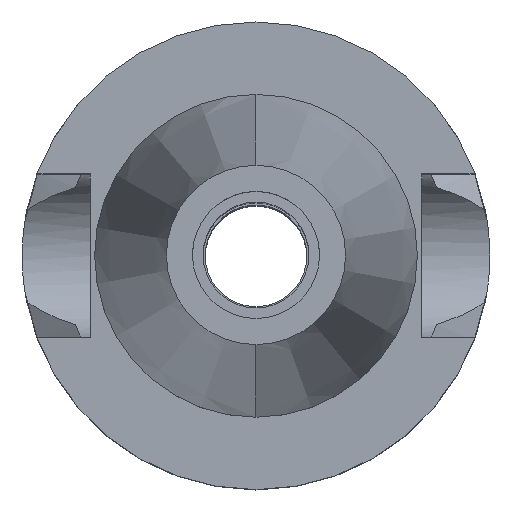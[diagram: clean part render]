
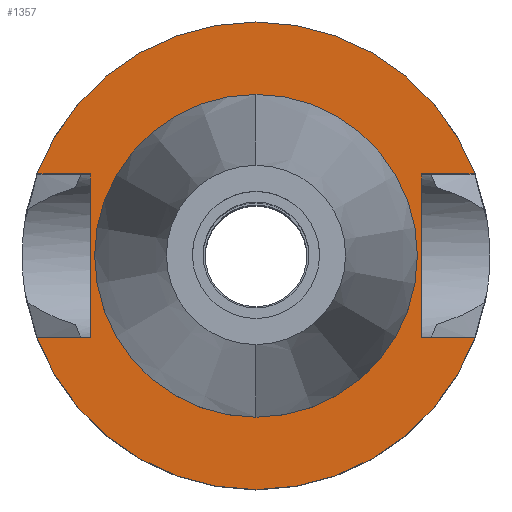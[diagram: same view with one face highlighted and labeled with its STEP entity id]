
A CAD part, top view. The second image highlights one B-rep face of the part: STEP entity #1357.
In plain terms, the highlighted planar face has unit normal (0, 0, 1).
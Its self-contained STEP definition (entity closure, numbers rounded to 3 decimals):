
#121=DIRECTION('',(0.,1.,0.));
#122=VECTOR('',#121,16.1);
#123=CARTESIAN_POINT('',(-16.3,-8.05,-2.));
#124=LINE('',#123,#122);
#128=DIRECTION('',(-1.,0.,0.));
#129=VECTOR('',#128,5.245);
#130=CARTESIAN_POINT('',(-16.3,8.05,-2.));
#131=LINE('',#130,#129);
#135=CARTESIAN_POINT('',(0.,0.,-2.));
#136=DIRECTION('',(0.,0.,-1.));
#137=DIRECTION('',(-0.937,0.35,0.));
#138=AXIS2_PLACEMENT_3D('',#135,#136,#137);
#143=CARTESIAN_POINT('',(0.,0.,-2.));
#144=DIRECTION('',(0.,0.,-1.));
#145=DIRECTION('',(0.,1.,0.));
#146=AXIS2_PLACEMENT_3D('',#143,#144,#145);
#151=DIRECTION('',(0.,-1.,0.));
#152=VECTOR('',#151,16.1);
#153=CARTESIAN_POINT('',(16.3,8.05,-2.));
#154=LINE('',#153,#152);
#158=DIRECTION('',(1.,0.,0.));
#159=VECTOR('',#158,5.245);
#160=CARTESIAN_POINT('',(16.3,-8.05,-2.));
#161=LINE('',#160,#159);
#165=CARTESIAN_POINT('',(0.,0.,-2.));
#166=DIRECTION('',(0.,0.,-1.));
#167=DIRECTION('',(0.937,-0.35,0.));
#168=AXIS2_PLACEMENT_3D('',#165,#166,#167);
#173=CARTESIAN_POINT('',(0.,0.,-2.));
#174=DIRECTION('',(0.,0.,-1.));
#175=DIRECTION('',(0.,-1.,0.));
#176=AXIS2_PLACEMENT_3D('',#173,#174,#175);
#181=CARTESIAN_POINT('',(0.,0.,-2.));
#182=DIRECTION('',(0.,0.,1.));
#183=DIRECTION('',(0.,-1.,0.));
#184=AXIS2_PLACEMENT_3D('',#181,#182,#183);
#189=CARTESIAN_POINT('',(0.,0.,-2.));
#190=DIRECTION('',(0.,0.,1.));
#191=DIRECTION('',(0.,1.,0.));
#192=AXIS2_PLACEMENT_3D('',#189,#190,#191);
#237=DIRECTION('',(-1.,0.,0.));
#238=VECTOR('',#237,5.245);
#239=CARTESIAN_POINT('',(-16.3,-8.05,-2.));
#240=LINE('',#239,#238);
#360=DIRECTION('',(1.,0.,0.));
#361=VECTOR('',#360,5.245);
#362=CARTESIAN_POINT('',(16.3,8.05,-2.));
#363=LINE('',#362,#361);
#1224=CARTESIAN_POINT('',(-16.3,-8.05,-2.));
#1225=VERTEX_POINT('',#1224);
#1226=CARTESIAN_POINT('',(-21.545,-8.05,-2.));
#1227=VERTEX_POINT('',#1226);
#1228=CARTESIAN_POINT('',(-16.3,8.05,-2.));
#1229=VERTEX_POINT('',#1228);
#1230=CARTESIAN_POINT('',(-21.545,8.05,-2.));
#1231=VERTEX_POINT('',#1230);
#1232=CARTESIAN_POINT('',(0.,23.,-2.));
#1233=CARTESIAN_POINT('',(21.545,8.05,-2.));
#1234=VERTEX_POINT('',#1232);
#1235=VERTEX_POINT('',#1233);
#1236=CARTESIAN_POINT('',(16.3,8.05,-2.));
#1237=VERTEX_POINT('',#1236);
#1238=CARTESIAN_POINT('',(16.3,-8.05,-2.));
#1239=VERTEX_POINT('',#1238);
#1240=CARTESIAN_POINT('',(21.545,-8.05,-2.));
#1241=VERTEX_POINT('',#1240);
#1242=CARTESIAN_POINT('',(0.,-23.,-2.));
#1243=VERTEX_POINT('',#1242);
#1244=CARTESIAN_POINT('',(0.,-15.875,-2.));
#1245=CARTESIAN_POINT('',(0.,15.875,-2.));
#1246=VERTEX_POINT('',#1244);
#1247=VERTEX_POINT('',#1245);
#1326=CARTESIAN_POINT('',(0.,0.,-2.));
#1327=DIRECTION('',(0.,0.,-1.));
#1328=DIRECTION('',(0.,-1.,0.));
#1329=AXIS2_PLACEMENT_3D('',#1326,#1327,#1328);
#1330=PLANE('',#1329);
#1332=ORIENTED_EDGE('',*,*,#1331,.T.);
#1334=ORIENTED_EDGE('',*,*,#1333,.T.);
#1336=ORIENTED_EDGE('',*,*,#1335,.T.);
#1338=ORIENTED_EDGE('',*,*,#1337,.T.);
#1340=ORIENTED_EDGE('',*,*,#1339,.F.);
#1342=ORIENTED_EDGE('',*,*,#1341,.T.);
#1344=ORIENTED_EDGE('',*,*,#1343,.T.);
#1346=ORIENTED_EDGE('',*,*,#1345,.T.);
#1348=ORIENTED_EDGE('',*,*,#1347,.T.);
#1350=ORIENTED_EDGE('',*,*,#1349,.F.);
#1351=EDGE_LOOP('',(#1332,#1334,#1336,#1338,#1340,#1342,#1344,#1346,#1348,
#1350));
#1352=FACE_OUTER_BOUND('',#1351,.F.);
#1353=ORIENTED_EDGE('',*,*,#1305,.T.);
#1354=ORIENTED_EDGE('',*,*,#1321,.T.);
#1355=EDGE_LOOP('',(#1353,#1354));
#1356=FACE_BOUND('',#1355,.F.);
#139=CIRCLE('',#138,23.);
#147=CIRCLE('',#146,23.);
#169=CIRCLE('',#168,23.);
#177=CIRCLE('',#176,23.);
#185=CIRCLE('',#184,15.875);
#193=CIRCLE('',#192,15.875);
#1305=EDGE_CURVE('',#1246,#1247,#185,.T.);
#1321=EDGE_CURVE('',#1247,#1246,#193,.T.);
#1331=EDGE_CURVE('',#1225,#1229,#124,.T.);
#1333=EDGE_CURVE('',#1229,#1231,#131,.T.);
#1335=EDGE_CURVE('',#1231,#1234,#139,.T.);
#1337=EDGE_CURVE('',#1234,#1235,#147,.T.);
#1339=EDGE_CURVE('',#1237,#1235,#363,.T.);
#1341=EDGE_CURVE('',#1237,#1239,#154,.T.);
#1343=EDGE_CURVE('',#1239,#1241,#161,.T.);
#1345=EDGE_CURVE('',#1241,#1243,#169,.T.);
#1347=EDGE_CURVE('',#1243,#1227,#177,.T.);
#1349=EDGE_CURVE('',#1225,#1227,#240,.T.);
#1357=ADVANCED_FACE('',(#1352,#1356),#1330,.F.);
